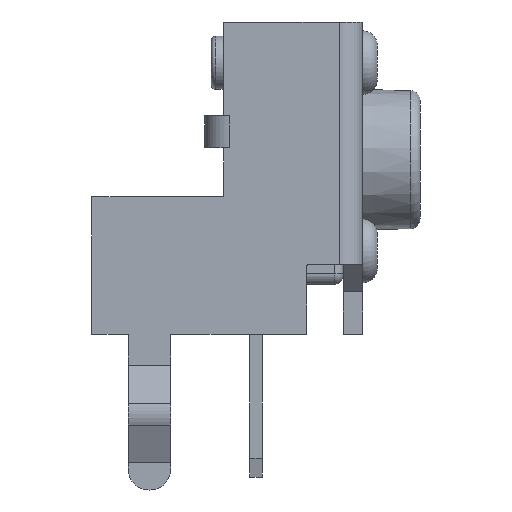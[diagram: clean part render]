
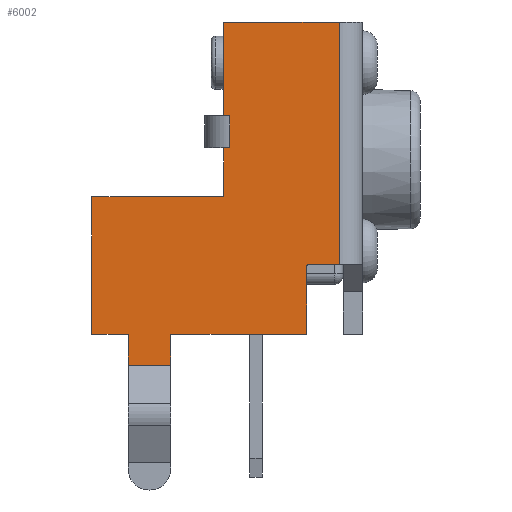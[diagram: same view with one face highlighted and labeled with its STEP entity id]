
A CAD part, left-side view. The second image highlights one B-rep face of the part: STEP entity #6002.
In plain terms, the highlighted planar face has unit normal (-1, 0, 0).
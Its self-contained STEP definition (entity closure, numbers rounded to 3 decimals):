
#126 = VERTEX_POINT ( 'NONE', #6120 ) ;
#155 = LINE ( 'NONE', #803, #7122 ) ;
#173 = ORIENTED_EDGE ( 'NONE', *, *, #5541, .T. ) ;
#223 = EDGE_CURVE ( 'NONE', #247, #3184, #155, .T. ) ;
#247 = VERTEX_POINT ( 'NONE', #7172 ) ;
#338 = CARTESIAN_POINT ( 'NONE',  ( -3.725, 3.257, -0.822 ) ) ;
#343 = CARTESIAN_POINT ( 'NONE',  ( -3.725, 4.5, -4.822 ) ) ;
#356 = VECTOR ( 'NONE', #5807, 1000. ) ;
#547 = CARTESIAN_POINT ( 'NONE',  ( -3.725, 3.257, -4.1 ) ) ;
#565 = CARTESIAN_POINT ( 'NONE',  ( -3.725, 6.35, -4.1 ) ) ;
#733 = EDGE_CURVE ( 'NONE', #1326, #5446, #7568, .T. ) ;
#746 = VERTEX_POINT ( 'NONE', #5476 ) ;
#803 = CARTESIAN_POINT ( 'NONE',  ( -3.725, 6.35, 1.031 ) ) ;
#838 = DIRECTION ( 'NONE',  ( 1., 0., 0. ) ) ;
#968 = LINE ( 'NONE', #5089, #3170 ) ;
#977 = AXIS2_PLACEMENT_3D ( 'NONE', #3712, #838, #4208 ) ;
#1002 = CARTESIAN_POINT ( 'NONE',  ( -3.725, 1.263, -2.455 ) ) ;
#1093 = DIRECTION ( 'NONE',  ( 0., -1., 0. ) ) ;
#1100 = VECTOR ( 'NONE', #2631, 1000. ) ;
#1104 = VECTOR ( 'NONE', #5024, 1000. ) ;
#1117 = LINE ( 'NONE', #3440, #356 ) ;
#1289 = VECTOR ( 'NONE', #4637, 1000. ) ;
#1308 = ORIENTED_EDGE ( 'NONE', *, *, #2664, .F. ) ;
#1316 = EDGE_CURVE ( 'NONE', #1326, #6696, #7231, .T. ) ;
#1326 = VERTEX_POINT ( 'NONE', #343 ) ;
#1361 = VECTOR ( 'NONE', #1726, 1000. ) ;
#1428 = ORIENTED_EDGE ( 'NONE', *, *, #1669, .T. ) ;
#1464 = ORIENTED_EDGE ( 'NONE', *, *, #3394, .T. ) ;
#1509 = CARTESIAN_POINT ( 'NONE',  ( -3.725, 5.5, -4.1 ) ) ;
#1510 = ORIENTED_EDGE ( 'NONE', *, *, #1711, .F. ) ;
#1530 = ORIENTED_EDGE ( 'NONE', *, *, #2983, .T. ) ;
#1594 = LINE ( 'NONE', #6749, #3137 ) ;
#1603 = CARTESIAN_POINT ( 'NONE',  ( -3.725, 3.257, 0.281 ) ) ;
#1606 = ORIENTED_EDGE ( 'NONE', *, *, #733, .F. ) ;
#1619 = ORIENTED_EDGE ( 'NONE', *, *, #223, .F. ) ;
#1669 = EDGE_CURVE ( 'NONE', #5820, #746, #6392, .T. ) ;
#1711 = EDGE_CURVE ( 'NONE', #4752, #247, #2524, .T. ) ;
#1726 = DIRECTION ( 'NONE',  ( 0., 0., 1. ) ) ;
#1782 = CARTESIAN_POINT ( 'NONE',  ( -3.725, 3.307, -0.822 ) ) ;
#1836 = DIRECTION ( 'NONE',  ( 0., 0., 1. ) ) ;
#1860 = LINE ( 'NONE', #547, #7369 ) ;
#1892 = DIRECTION ( 'NONE',  ( 0., 0., -1. ) ) ;
#1911 = DIRECTION ( 'NONE',  ( 0., 0., 1. ) ) ;
#1967 = CARTESIAN_POINT ( 'NONE',  ( -3.725, 4.5, -4.1 ) ) ;
#1973 = ORIENTED_EDGE ( 'NONE', *, *, #4121, .F. ) ;
#2001 = ORIENTED_EDGE ( 'NONE', *, *, #4011, .T. ) ;
#2056 = ORIENTED_EDGE ( 'NONE', *, *, #2657, .F. ) ;
#2128 = DIRECTION ( 'NONE',  ( 0., 1., 0. ) ) ;
#2188 = CARTESIAN_POINT ( 'NONE',  ( -3.725, 0.55, -4.1 ) ) ;
#2313 = EDGE_LOOP ( 'NONE', ( #1619, #1510, #1530, #1308, #2056, #1973, #4558, #4630, #6777, #1606, #5163, #173, #2001, #1464, #2360, #1428, #3347, #6029 ) ) ;
#2320 = DIRECTION ( 'NONE',  ( 0., 0., 1. ) ) ;
#2360 = ORIENTED_EDGE ( 'NONE', *, *, #3505, .T. ) ;
#2374 = DIRECTION ( 'NONE',  ( 0., -1., 0. ) ) ;
#2458 = VERTEX_POINT ( 'NONE', #1509 ) ;
#2475 = EDGE_CURVE ( 'NONE', #3157, #2458, #6174, .T. ) ;
#2493 = CARTESIAN_POINT ( 'NONE',  ( -3.725, 6.35, -0.872 ) ) ;
#2524 = LINE ( 'NONE', #7174, #6801 ) ;
#2541 = DIRECTION ( 'NONE',  ( 0., 1., 0. ) ) ;
#2631 = DIRECTION ( 'NONE',  ( 0., -1., 0. ) ) ;
#2657 = EDGE_CURVE ( 'NONE', #4567, #3877, #4552, .T. ) ;
#2664 = EDGE_CURVE ( 'NONE', #3877, #7379, #1860, .T. ) ;
#2983 = EDGE_CURVE ( 'NONE', #4752, #7379, #968, .T. ) ;
#3137 = VECTOR ( 'NONE', #1093, 1000. ) ;
#3157 = VERTEX_POINT ( 'NONE', #6835 ) ;
#3170 = VECTOR ( 'NONE', #2128, 1000. ) ;
#3184 = VERTEX_POINT ( 'NONE', #5000 ) ;
#3295 = EDGE_CURVE ( 'NONE', #3184, #126, #1117, .T. ) ;
#3347 = ORIENTED_EDGE ( 'NONE', *, *, #6885, .F. ) ;
#3378 = PLANE ( 'NONE',  #4821 ) ;
#3394 = EDGE_CURVE ( 'NONE', #3757, #5466, #4286, .T. ) ;
#3440 = CARTESIAN_POINT ( 'NONE',  ( -3.725, 3.257, -4.1 ) ) ;
#3505 = EDGE_CURVE ( 'NONE', #5466, #5820, #6344, .T. ) ;
#3682 = VECTOR ( 'NONE', #4017, 1000. ) ;
#3712 = CARTESIAN_POINT ( 'NONE',  ( -3.725, 1.263, -2.505 ) ) ;
#3757 = VERTEX_POINT ( 'NONE', #3959 ) ;
#3804 = CARTESIAN_POINT ( 'NONE',  ( -3.725, 6.35, -4.1 ) ) ;
#3877 = VERTEX_POINT ( 'NONE', #338 ) ;
#3885 = LINE ( 'NONE', #6257, #5285 ) ;
#3959 = CARTESIAN_POINT ( 'NONE',  ( -3.725, 1.313, -2.505 ) ) ;
#4011 = EDGE_CURVE ( 'NONE', #4595, #3757, #5810, .T. ) ;
#4017 = DIRECTION ( 'NONE',  ( 0., -1., 0. ) ) ;
#4121 = EDGE_CURVE ( 'NONE', #7415, #4567, #6073, .T. ) ;
#4208 = DIRECTION ( 'NONE',  ( 0., 0., -1. ) ) ;
#4229 = DIRECTION ( 'NONE',  ( -1., 0., 0. ) ) ;
#4286 = CIRCLE ( 'NONE', #977, 0.05 ) ;
#4414 = DIRECTION ( 'NONE',  ( 0., 0., 1. ) ) ;
#4453 = CARTESIAN_POINT ( 'NONE',  ( -3.725, 6.35, -4.1 ) ) ;
#4505 = EDGE_CURVE ( 'NONE', #3157, #7415, #3885, .T. ) ;
#4552 = CIRCLE ( 'NONE', #4928, 0.05 ) ;
#4558 = ORIENTED_EDGE ( 'NONE', *, *, #4505, .F. ) ;
#4567 = VERTEX_POINT ( 'NONE', #6362 ) ;
#4595 = VERTEX_POINT ( 'NONE', #5193 ) ;
#4630 = ORIENTED_EDGE ( 'NONE', *, *, #2475, .T. ) ;
#4637 = DIRECTION ( 'NONE',  ( 0., 0., 1. ) ) ;
#4646 = CARTESIAN_POINT ( 'NONE',  ( -3.725, 5.5, -4.1 ) ) ;
#4752 = VERTEX_POINT ( 'NONE', #5637 ) ;
#4821 = AXIS2_PLACEMENT_3D ( 'NONE', #4453, #6806, #6239 ) ;
#4928 = AXIS2_PLACEMENT_3D ( 'NONE', #1782, #4229, #1892 ) ;
#5000 = CARTESIAN_POINT ( 'NONE',  ( -3.725, 3.257, 1.031 ) ) ;
#5024 = DIRECTION ( 'NONE',  ( 0., -1., 0. ) ) ;
#5044 = FACE_OUTER_BOUND ( 'NONE', #2313, .T. ) ;
#5089 = CARTESIAN_POINT ( 'NONE',  ( -3.725, 6.35, 0.281 ) ) ;
#5163 = ORIENTED_EDGE ( 'NONE', *, *, #1316, .T. ) ;
#5182 = CARTESIAN_POINT ( 'NONE',  ( -3.725, 6.35, -0.872 ) ) ;
#5185 = CARTESIAN_POINT ( 'NONE',  ( -3.725, 6.35, -2.455 ) ) ;
#5193 = CARTESIAN_POINT ( 'NONE',  ( -3.725, 1.313, -4.1 ) ) ;
#5228 = CARTESIAN_POINT ( 'NONE',  ( -3.725, 1.313, -4.1 ) ) ;
#5285 = VECTOR ( 'NONE', #6417, 1000. ) ;
#5400 = EDGE_CURVE ( 'NONE', #5446, #2458, #5937, .T. ) ;
#5407 = CARTESIAN_POINT ( 'NONE',  ( -3.725, 4.5, -4.822 ) ) ;
#5446 = VERTEX_POINT ( 'NONE', #6626 ) ;
#5466 = VERTEX_POINT ( 'NONE', #1002 ) ;
#5476 = CARTESIAN_POINT ( 'NONE',  ( -3.725, 0.55, 3.23 ) ) ;
#5516 = VECTOR ( 'NONE', #4414, 1000. ) ;
#5541 = EDGE_CURVE ( 'NONE', #6696, #4595, #6391, .T. ) ;
#5637 = CARTESIAN_POINT ( 'NONE',  ( -3.725, 3.114, 0.281 ) ) ;
#5807 = DIRECTION ( 'NONE',  ( 0., 0., 1. ) ) ;
#5810 = LINE ( 'NONE', #5228, #6988 ) ;
#5820 = VERTEX_POINT ( 'NONE', #7155 ) ;
#5937 = LINE ( 'NONE', #4646, #1361 ) ;
#6002 = ADVANCED_FACE ( 'NONE', ( #5044 ), #3378, .F. ) ;
#6029 = ORIENTED_EDGE ( 'NONE', *, *, #3295, .F. ) ;
#6073 = LINE ( 'NONE', #2493, #1100 ) ;
#6120 = CARTESIAN_POINT ( 'NONE',  ( -3.725, 3.257, 3.23 ) ) ;
#6174 = LINE ( 'NONE', #3804, #1104 ) ;
#6239 = DIRECTION ( 'NONE',  ( 0., 1., 0. ) ) ;
#6257 = CARTESIAN_POINT ( 'NONE',  ( -3.725, 6.35, -4.1 ) ) ;
#6344 = LINE ( 'NONE', #5185, #6641 ) ;
#6362 = CARTESIAN_POINT ( 'NONE',  ( -3.725, 3.307, -0.872 ) ) ;
#6391 = LINE ( 'NONE', #565, #3682 ) ;
#6392 = LINE ( 'NONE', #2188, #1289 ) ;
#6417 = DIRECTION ( 'NONE',  ( 0., 0., 1. ) ) ;
#6575 = DIRECTION ( 'NONE',  ( 0., 1., 0. ) ) ;
#6626 = CARTESIAN_POINT ( 'NONE',  ( -3.725, 5.5, -4.822 ) ) ;
#6641 = VECTOR ( 'NONE', #2374, 1000. ) ;
#6696 = VERTEX_POINT ( 'NONE', #7128 ) ;
#6749 = CARTESIAN_POINT ( 'NONE',  ( -3.725, 6.35, 3.23 ) ) ;
#6777 = ORIENTED_EDGE ( 'NONE', *, *, #5400, .F. ) ;
#6801 = VECTOR ( 'NONE', #1911, 1000. ) ;
#6806 = DIRECTION ( 'NONE',  ( 1., 0., 0. ) ) ;
#6835 = CARTESIAN_POINT ( 'NONE',  ( -3.725, 6.35, -4.1 ) ) ;
#6885 = EDGE_CURVE ( 'NONE', #126, #746, #1594, .T. ) ;
#6988 = VECTOR ( 'NONE', #1836, 1000. ) ;
#7122 = VECTOR ( 'NONE', #6575, 1000. ) ;
#7128 = CARTESIAN_POINT ( 'NONE',  ( -3.725, 4.5, -4.1 ) ) ;
#7155 = CARTESIAN_POINT ( 'NONE',  ( -3.725, 0.55, -2.455 ) ) ;
#7172 = CARTESIAN_POINT ( 'NONE',  ( -3.725, 3.114, 1.031 ) ) ;
#7174 = CARTESIAN_POINT ( 'NONE',  ( -3.725, 3.114, 0.281 ) ) ;
#7231 = LINE ( 'NONE', #1967, #5516 ) ;
#7311 = VECTOR ( 'NONE', #2541, 1000. ) ;
#7369 = VECTOR ( 'NONE', #2320, 1000. ) ;
#7379 = VERTEX_POINT ( 'NONE', #1603 ) ;
#7415 = VERTEX_POINT ( 'NONE', #5182 ) ;
#7568 = LINE ( 'NONE', #5407, #7311 ) ;
